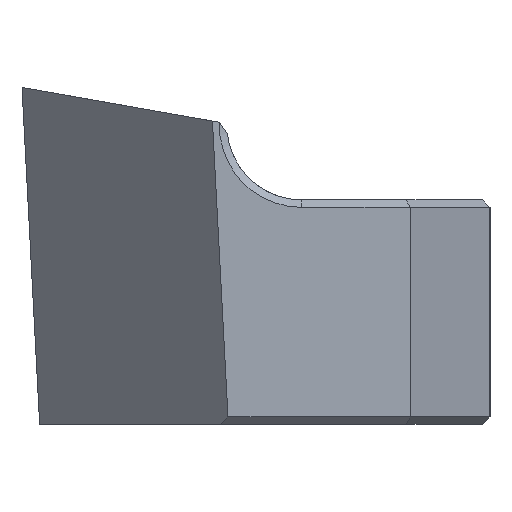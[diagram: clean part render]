
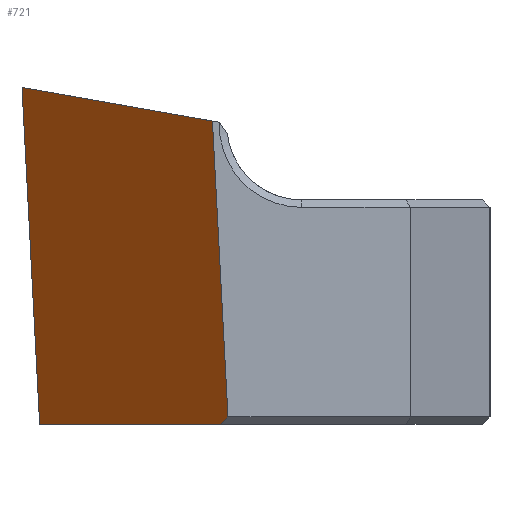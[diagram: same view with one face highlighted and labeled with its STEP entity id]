
A CAD part, left-side view. The second image highlights one B-rep face of the part: STEP entity #721.
In plain terms, the highlighted planar face has unit normal (-0.707, 0.707, -0.037).
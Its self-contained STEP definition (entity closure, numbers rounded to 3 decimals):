
#14 = VECTOR ( 'NONE', #373, 1000. ) ;
#62 = CARTESIAN_POINT ( 'NONE',  ( -6.014, 6.014, 0. ) ) ;
#63 = CARTESIAN_POINT ( 'NONE',  ( 0., 12.028, 0. ) ) ;
#84 = CARTESIAN_POINT ( 'NONE',  ( -4.84, 7.188, 0. ) ) ;
#97 = CARTESIAN_POINT ( 'NONE',  ( -5.52, 6.544, 0.68 ) ) ;
#144 = CARTESIAN_POINT ( 'NONE',  ( -6.006, 6.006, -0.315 ) ) ;
#181 = ORIENTED_EDGE ( 'NONE', *, *, #798, .F. ) ;
#209 = CARTESIAN_POINT ( 'NONE',  ( -6.934, 5.501, 7.766 ) ) ;
#234 = CARTESIAN_POINT ( 'NONE',  ( 0., 11.995, -0.629 ) ) ;
#273 = VERTEX_POINT ( 'NONE', #913 ) ;
#292 = EDGE_CURVE ( 'NONE', #273, #628, #999, .T. ) ;
#296 = EDGE_LOOP ( 'NONE', ( #415, #1039, #575, #754, #181 ) ) ;
#300 = FACE_OUTER_BOUND ( 'NONE', #296, .T. ) ;
#353 = VERTEX_POINT ( 'NONE', #63 ) ;
#373 = DIRECTION ( 'NONE',  ( -0.707, -0.707, 0. ) ) ;
#403 = DIRECTION ( 'NONE',  ( -0.587, -0.557, 0.587 ) ) ;
#404 = VECTOR ( 'NONE', #527, 1000. ) ;
#406 = VECTOR ( 'NONE', #817, 1000. ) ;
#415 = ORIENTED_EDGE ( 'NONE', *, *, #708, .T. ) ;
#446 = DIRECTION ( 'NONE',  ( -0.707, 0.707, -0.037 ) ) ;
#465 = LINE ( 'NONE', #539, #508 ) ;
#489 = VECTOR ( 'NONE', #403, 1000. ) ;
#508 = VECTOR ( 'NONE', #533, 1000. ) ;
#527 = DIRECTION ( 'NONE',  ( 0., 0.052, 0.999 ) ) ;
#528 = EDGE_CURVE ( 'NONE', #731, #628, #465, .T. ) ;
#533 = DIRECTION ( 'NONE',  ( 0., 0.052, 0.999 ) ) ;
#539 = CARTESIAN_POINT ( 'NONE',  ( -5.04, 7.445, 8.721 ) ) ;
#567 = AXIS2_PLACEMENT_3D ( 'NONE', #144, #446, #750 ) ;
#575 = ORIENTED_EDGE ( 'NONE', *, *, #528, .T. ) ;
#628 = VERTEX_POINT ( 'NONE', #635 ) ;
#635 = CARTESIAN_POINT ( 'NONE',  ( -5.04, 7.413, 8.103 ) ) ;
#664 = CARTESIAN_POINT ( 'NONE',  ( -5.04, 6.999, 0.2 ) ) ;
#708 = EDGE_CURVE ( 'NONE', #353, #833, #741, .T. ) ;
#721 = ADVANCED_FACE ( 'NONE', ( #300 ), #844, .T. ) ;
#731 = VERTEX_POINT ( 'NONE', #664 ) ;
#741 = LINE ( 'NONE', #62, #14 ) ;
#750 = DIRECTION ( 'NONE',  ( -0.707, -0.707, 0. ) ) ;
#754 = ORIENTED_EDGE ( 'NONE', *, *, #292, .F. ) ;
#787 = LINE ( 'NONE', #97, #489 ) ;
#798 = EDGE_CURVE ( 'NONE', #353, #273, #945, .T. ) ;
#817 = DIRECTION ( 'NONE',  ( -0.698, -0.705, -0.124 ) ) ;
#833 = VERTEX_POINT ( 'NONE', #84 ) ;
#844 = PLANE ( 'NONE',  #567 ) ;
#912 = EDGE_CURVE ( 'NONE', #833, #731, #787, .T. ) ;
#913 = CARTESIAN_POINT ( 'NONE',  ( 0., 12.5, 9. ) ) ;
#945 = LINE ( 'NONE', #234, #404 ) ;
#999 = LINE ( 'NONE', #209, #406 ) ;
#1039 = ORIENTED_EDGE ( 'NONE', *, *, #912, .T. ) ;
